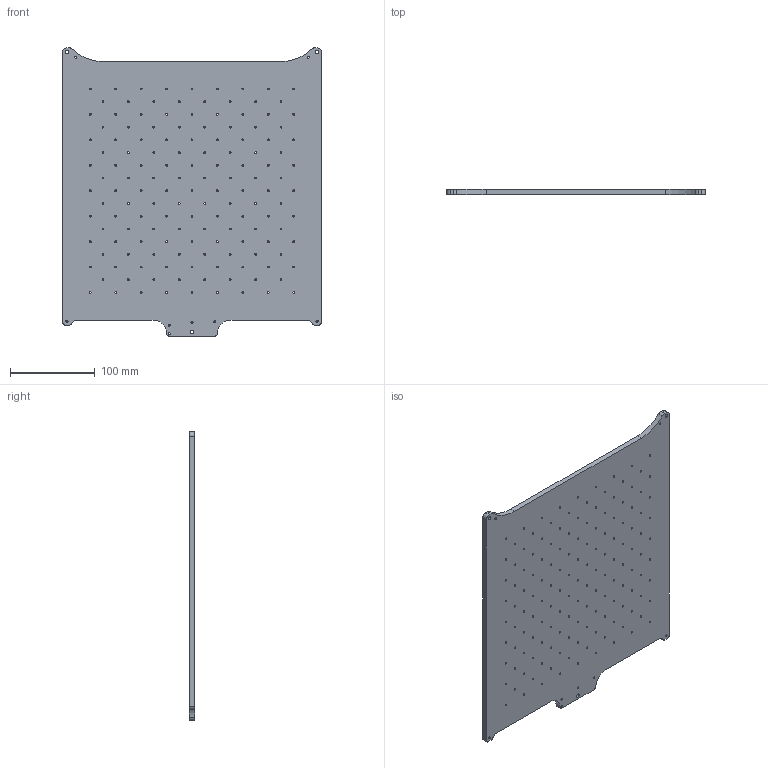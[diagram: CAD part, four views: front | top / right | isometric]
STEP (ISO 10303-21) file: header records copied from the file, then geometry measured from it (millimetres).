
FILE_DESCRIPTION (( 'STEP AP214' ), '1' );
FILE_NAME ('z_plate_3.STEP', '2023-07-10T07:48:10', ( '' ), ( '' ), 'SwSTEP 2.0', 'SolidWorks 2021', '' );
FILE_SCHEMA (( 'AUTOMOTIVE_DESIGN' ));
Length unit declared in the file: millimetre
Products named in the file (1): z_plate_3
Bounding box: 305 x 6.35 x 340 mm (x, y, z)
Volume: 600019.4 mm3; surface area: 203795.2 mm2
Topology: 1 solids, 1 shells, 346 faces, 1026 edges, 682 vertices
Faces by surface type: cylinder 328, plane 12, cone 6
Entity records: 12752 total; most frequent: DIRECTION 2382, CARTESIAN_POINT 2055, ORIENTED_EDGE 2052, EDGE_CURVE 1026, AXIS2_PLACEMENT_3D 1009, VERTEX_POINT 682, CIRCLE 662, EDGE_LOOP 658
